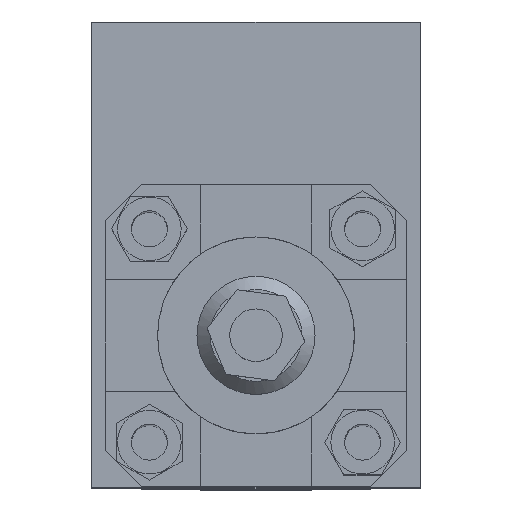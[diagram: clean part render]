
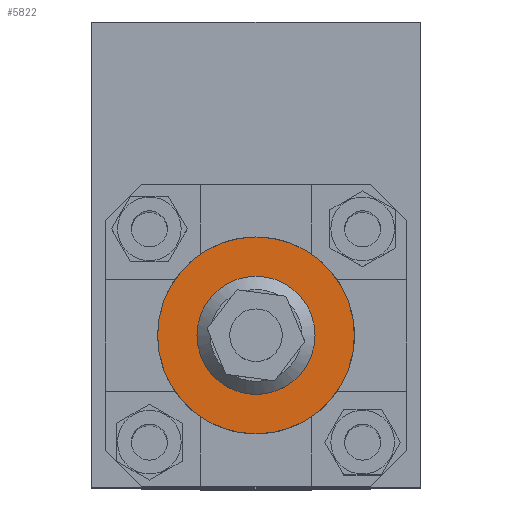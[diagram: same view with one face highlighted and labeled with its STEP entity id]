
A CAD part, top view. The second image highlights one B-rep face of the part: STEP entity #5822.
In plain terms, the highlighted planar face has unit normal (0, 0, 1).
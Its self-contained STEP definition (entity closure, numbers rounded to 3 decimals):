
#1873=ORIENTED_EDGE('',*,*,#3320,.F.);
#1874=ORIENTED_EDGE('',*,*,#3321,.T.);
#3320=EDGE_CURVE('',#4073,#4073,#4502,.T.);
#3321=EDGE_CURVE('',#4074,#4074,#4503,.T.);
#4073=VERTEX_POINT('',#8717);
#4074=VERTEX_POINT('',#8719);
#4502=CIRCLE('',#6214,15.);
#4503=CIRCLE('',#6215,9.);
#4702=EDGE_LOOP('',(#1873));
#4703=EDGE_LOOP('',(#1874));
#5126=FACE_BOUND('',#4702,.T.);
#5127=FACE_BOUND('',#4703,.T.);
#5522=PLANE('',#6213);
#5822=ADVANCED_FACE('',(#5126,#5127),#5522,.F.);
#6213=AXIS2_PLACEMENT_3D('',#8715,#7015,#7016);
#6214=AXIS2_PLACEMENT_3D('',#8716,#7017,#7018);
#6215=AXIS2_PLACEMENT_3D('',#8718,#7019,#7020);
#7015=DIRECTION('',(0.,0.,-1.));
#7016=DIRECTION('',(-1.,0.,0.));
#7017=DIRECTION('',(0.,0.,-1.));
#7018=DIRECTION('',(-1.,0.,0.));
#7019=DIRECTION('',(0.,0.,-1.));
#7020=DIRECTION('',(-1.,0.,0.));
#8715=CARTESIAN_POINT('',(0.,-12.5,161.5));
#8716=CARTESIAN_POINT('',(0.,-12.5,161.5));
#8717=CARTESIAN_POINT('',(-15.,-12.5,161.5));
#8718=CARTESIAN_POINT('',(0.,-12.5,161.5));
#8719=CARTESIAN_POINT('',(-9.,-12.5,161.5));
